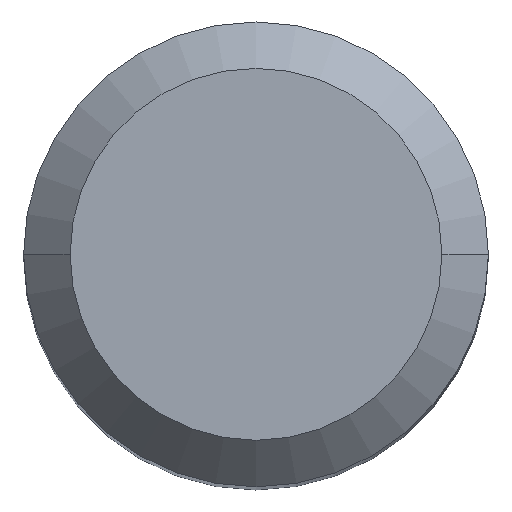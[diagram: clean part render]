
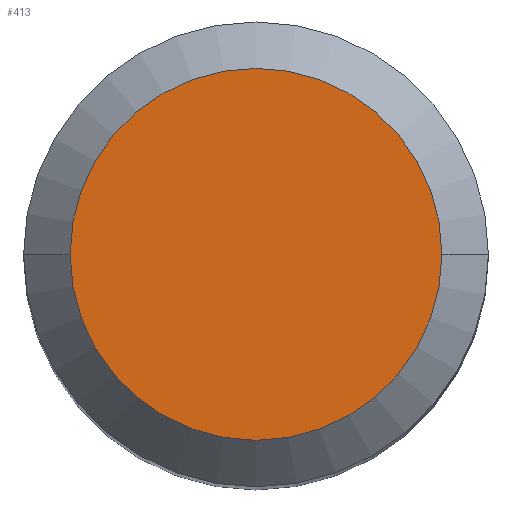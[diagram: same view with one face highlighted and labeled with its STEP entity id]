
A CAD part, top view. The second image highlights one B-rep face of the part: STEP entity #413.
In plain terms, the highlighted planar face has unit normal (0, 0, 1).
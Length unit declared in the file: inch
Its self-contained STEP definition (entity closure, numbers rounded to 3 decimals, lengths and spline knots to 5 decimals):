
#33 = CARTESIAN_POINT ( 'NONE',  ( 0., 0., 0. ) ) ;
#49 = DIRECTION ( 'NONE',  ( 0., 0., 1. ) ) ;
#53 = CARTESIAN_POINT ( 'NONE',  ( 0., 0., 0. ) ) ;
#64 = AXIS2_PLACEMENT_3D ( 'NONE', #243, #49, #211 ) ;
#138 = ORIENTED_EDGE ( 'NONE', *, *, #241, .T. ) ;
#157 = CARTESIAN_POINT ( 'NONE',  ( -0.15748, 0., 0. ) ) ;
#182 = ORIENTED_EDGE ( 'NONE', *, *, #291, .T. ) ;
#196 = DIRECTION ( 'NONE',  ( 1., 0., 0. ) ) ;
#204 = FACE_OUTER_BOUND ( 'NONE', #376, .T. ) ;
#211 = DIRECTION ( 'NONE',  ( 1., 0., 0. ) ) ;
#241 = EDGE_CURVE ( 'NONE', #278, #292, #281, .T. ) ;
#243 = CARTESIAN_POINT ( 'NONE',  ( 0., 0., 0. ) ) ;
#247 = PLANE ( 'NONE',  #483 ) ;
#278 = VERTEX_POINT ( 'NONE', #386 ) ;
#281 = CIRCLE ( 'NONE', #64, 0.15748 ) ;
#291 = EDGE_CURVE ( 'NONE', #292, #278, #325, .T. ) ;
#292 = VERTEX_POINT ( 'NONE', #157 ) ;
#324 = DIRECTION ( 'NONE',  ( -1., 0., 0. ) ) ;
#325 = CIRCLE ( 'NONE', #336, 0.15748 ) ;
#336 = AXIS2_PLACEMENT_3D ( 'NONE', #33, #351, #196 ) ;
#351 = DIRECTION ( 'NONE',  ( 0., 0., 1. ) ) ;
#376 = EDGE_LOOP ( 'NONE', ( #182, #138 ) ) ;
#386 = CARTESIAN_POINT ( 'NONE',  ( 0.15748, 0., 0. ) ) ;
#398 = DIRECTION ( 'NONE',  ( 0., 0., -1. ) ) ;
#413 = ADVANCED_FACE ( 'NONE', ( #204 ), #247, .F. ) ;
#483 = AXIS2_PLACEMENT_3D ( 'NONE', #53, #398, #324 ) ;
